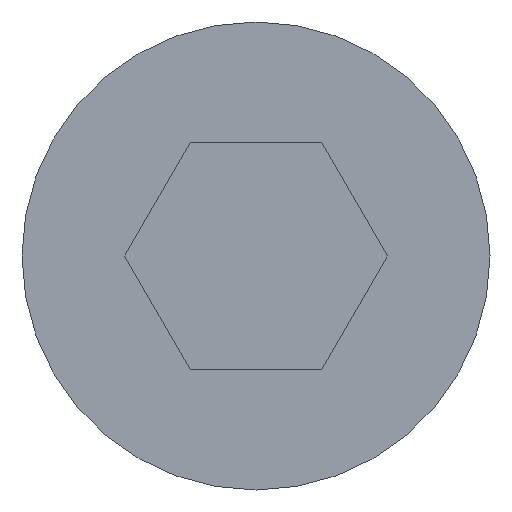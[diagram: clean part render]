
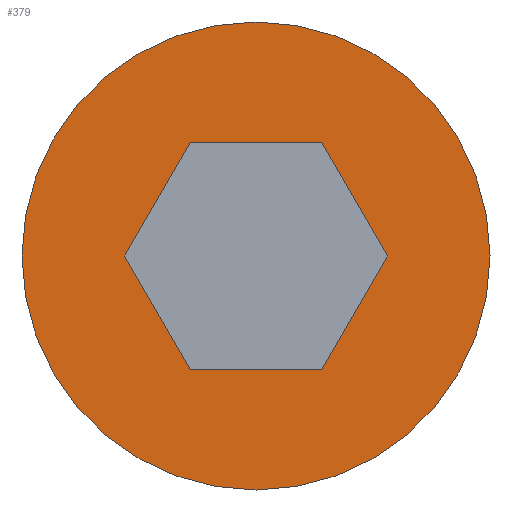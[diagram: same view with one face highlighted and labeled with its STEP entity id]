
A CAD part, front view. The second image highlights one B-rep face of the part: STEP entity #379.
In plain terms, the highlighted planar face has unit normal (0, -1, 0).
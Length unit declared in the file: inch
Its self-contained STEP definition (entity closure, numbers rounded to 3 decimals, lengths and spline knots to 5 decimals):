
#1 = CARTESIAN_POINT ( 'NONE',  ( 0.03157, 0., 0.05469 ) ) ;
#4 = CARTESIAN_POINT ( 'NONE',  ( 0.06315, 0., 0. ) ) ;
#5 = LINE ( 'NONE', #421, #380 ) ;
#6 = VERTEX_POINT ( 'NONE', #1 ) ;
#19 = DIRECTION ( 'NONE',  ( -1., 0., 0. ) ) ;
#34 = LINE ( 'NONE', #178, #313 ) ;
#37 = EDGE_LOOP ( 'NONE', ( #242, #304 ) ) ;
#44 = VECTOR ( 'NONE', #326, 39.37008 ) ;
#47 = EDGE_CURVE ( 'NONE', #297, #371, #413, .T. ) ;
#53 = CARTESIAN_POINT ( 'NONE',  ( -0.03157, 0., -0.05469 ) ) ;
#56 = CARTESIAN_POINT ( 'NONE',  ( 0.03157, 0., -0.05469 ) ) ;
#64 = AXIS2_PLACEMENT_3D ( 'NONE', #123, #420, #200 ) ;
#65 = FACE_BOUND ( 'NONE', #396, .T. ) ;
#66 = CARTESIAN_POINT ( 'NONE',  ( 0., 0., 0. ) ) ;
#75 = ORIENTED_EDGE ( 'NONE', *, *, #295, .F. ) ;
#77 = CARTESIAN_POINT ( 'NONE',  ( -0.06315, 0., 0. ) ) ;
#81 = DIRECTION ( 'NONE',  ( -0.5, 0., 0.866 ) ) ;
#83 = ORIENTED_EDGE ( 'NONE', *, *, #188, .F. ) ;
#85 = CARTESIAN_POINT ( 'NONE',  ( 0., 0., -0.1125 ) ) ;
#94 = DIRECTION ( 'NONE',  ( 1., 0., 0. ) ) ;
#100 = CARTESIAN_POINT ( 'NONE',  ( 0., 0., 0.1125 ) ) ;
#107 = VERTEX_POINT ( 'NONE', #77 ) ;
#108 = DIRECTION ( 'NONE',  ( 0., 0., 1. ) ) ;
#113 = EDGE_CURVE ( 'NONE', #250, #107, #5, .T. ) ;
#116 = VECTOR ( 'NONE', #81, 39.37008 ) ;
#121 = DIRECTION ( 'NONE',  ( 0.5, 0., -0.866 ) ) ;
#123 = CARTESIAN_POINT ( 'NONE',  ( 0., 0., 0. ) ) ;
#156 = VERTEX_POINT ( 'NONE', #423 ) ;
#158 = ORIENTED_EDGE ( 'NONE', *, *, #217, .F. ) ;
#160 = EDGE_CURVE ( 'NONE', #6, #250, #361, .T. ) ;
#165 = DIRECTION ( 'NONE',  ( 0., 1., 0. ) ) ;
#178 = CARTESIAN_POINT ( 'NONE',  ( -0.06315, 0., 0. ) ) ;
#188 = EDGE_CURVE ( 'NONE', #156, #465, #274, .T. ) ;
#200 = DIRECTION ( 'NONE',  ( 0., 0., 1. ) ) ;
#217 = EDGE_CURVE ( 'NONE', #465, #349, #255, .T. ) ;
#219 = LINE ( 'NONE', #4, #116 ) ;
#242 = ORIENTED_EDGE ( 'NONE', *, *, #338, .F. ) ;
#246 = CARTESIAN_POINT ( 'NONE',  ( 0.03157, 0., -0.05469 ) ) ;
#247 = CARTESIAN_POINT ( 'NONE',  ( 0.03157, 0., 0.05469 ) ) ;
#250 = VERTEX_POINT ( 'NONE', #251 ) ;
#251 = CARTESIAN_POINT ( 'NONE',  ( -0.03157, 0., 0.05469 ) ) ;
#255 = LINE ( 'NONE', #56, #44 ) ;
#263 = AXIS2_PLACEMENT_3D ( 'NONE', #382, #165, #418 ) ;
#266 = VECTOR ( 'NONE', #94, 39.37008 ) ;
#271 = ORIENTED_EDGE ( 'NONE', *, *, #113, .F. ) ;
#274 = LINE ( 'NONE', #53, #266 ) ;
#276 = PLANE ( 'NONE',  #64 ) ;
#278 = DIRECTION ( 'NONE',  ( -0.5, 0., -0.866 ) ) ;
#295 = EDGE_CURVE ( 'NONE', #349, #6, #219, .T. ) ;
#297 = VERTEX_POINT ( 'NONE', #100 ) ;
#304 = ORIENTED_EDGE ( 'NONE', *, *, #47, .F. ) ;
#305 = EDGE_CURVE ( 'NONE', #107, #156, #34, .T. ) ;
#313 = VECTOR ( 'NONE', #121, 39.37008 ) ;
#326 = DIRECTION ( 'NONE',  ( 0.5, 0., 0.866 ) ) ;
#330 = DIRECTION ( 'NONE',  ( 0., 1., 0. ) ) ;
#335 = AXIS2_PLACEMENT_3D ( 'NONE', #66, #330, #108 ) ;
#338 = EDGE_CURVE ( 'NONE', #371, #297, #400, .T. ) ;
#346 = CARTESIAN_POINT ( 'NONE',  ( 0.06315, 0., 0. ) ) ;
#349 = VERTEX_POINT ( 'NONE', #346 ) ;
#355 = ORIENTED_EDGE ( 'NONE', *, *, #305, .F. ) ;
#361 = LINE ( 'NONE', #247, #464 ) ;
#371 = VERTEX_POINT ( 'NONE', #85 ) ;
#374 = FACE_OUTER_BOUND ( 'NONE', #37, .T. ) ;
#379 = ADVANCED_FACE ( 'NONE', ( #65, #374 ), #276, .F. ) ;
#380 = VECTOR ( 'NONE', #278, 39.37008 ) ;
#381 = ORIENTED_EDGE ( 'NONE', *, *, #160, .F. ) ;
#382 = CARTESIAN_POINT ( 'NONE',  ( 0., 0., 0. ) ) ;
#396 = EDGE_LOOP ( 'NONE', ( #75, #158, #83, #355, #271, #381 ) ) ;
#400 = CIRCLE ( 'NONE', #263, 0.1125 ) ;
#413 = CIRCLE ( 'NONE', #335, 0.1125 ) ;
#418 = DIRECTION ( 'NONE',  ( 0., 0., 1. ) ) ;
#420 = DIRECTION ( 'NONE',  ( 0., 1., 0. ) ) ;
#421 = CARTESIAN_POINT ( 'NONE',  ( -0.03157, 0., 0.05469 ) ) ;
#423 = CARTESIAN_POINT ( 'NONE',  ( -0.03157, 0., -0.05469 ) ) ;
#464 = VECTOR ( 'NONE', #19, 39.37008 ) ;
#465 = VERTEX_POINT ( 'NONE', #246 ) ;
